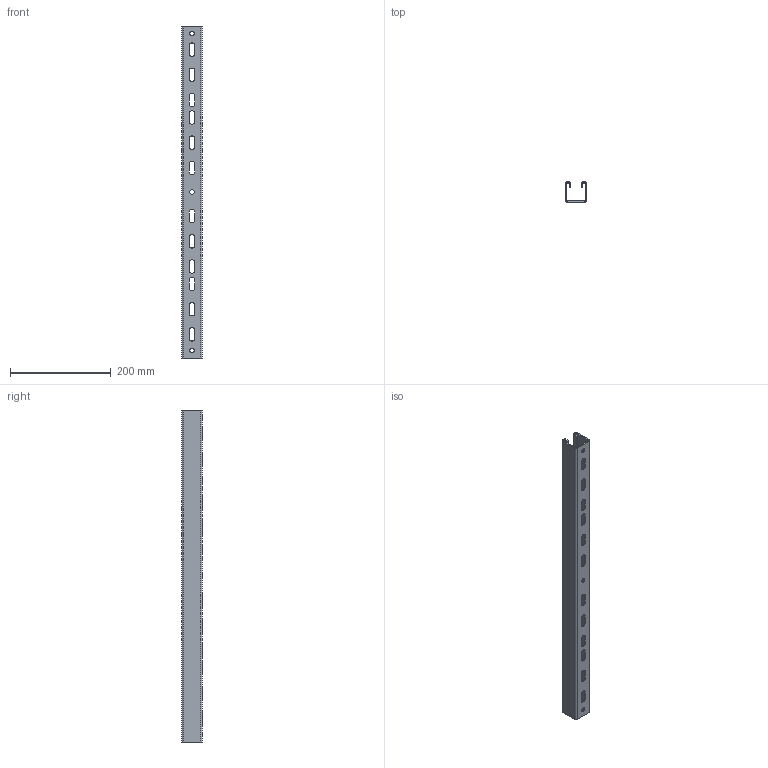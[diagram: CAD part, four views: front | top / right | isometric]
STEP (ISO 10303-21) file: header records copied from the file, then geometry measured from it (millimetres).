
FILE_DESCRIPTION (( 'STEP AP203' ), '1' );
FILE_NAME ('Òðàâåðñà BST-41_BST4160.STEP', '2012-11-21T12:35:55', ( 'Àñååâ' ), ( '' ), 'SwSTEP 2.0', 'SolidWorks 2012', '' );
FILE_SCHEMA (( 'CONFIG_CONTROL_DESIGN' ));
Length unit declared in the file: millimetre
Products named in the file (1): 秮飶歑黟 BST-41_BST4160
Bounding box: 41 x 41 x 660 mm (x, y, z)
Volume: 224222.2 mm3; surface area: 185573.9 mm2
Topology: 1 solids, 1 shells, 105 faces, 263 edges, 160 vertices
Faces by surface type: plane 66, cylinder 39
Full cylindrical faces by diameter (mm): 9 x3
Entity records: 3191 total; most frequent: DIRECTION 548, CARTESIAN_POINT 522, ORIENTED_EDGE 516, EDGE_CURVE 258, AXIS2_PLACEMENT_3D 184, LINE 180, VECTOR 180, VERTEX_POINT 158
